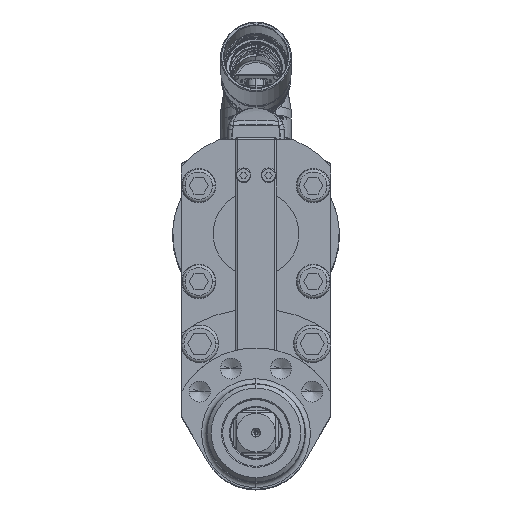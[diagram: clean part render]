
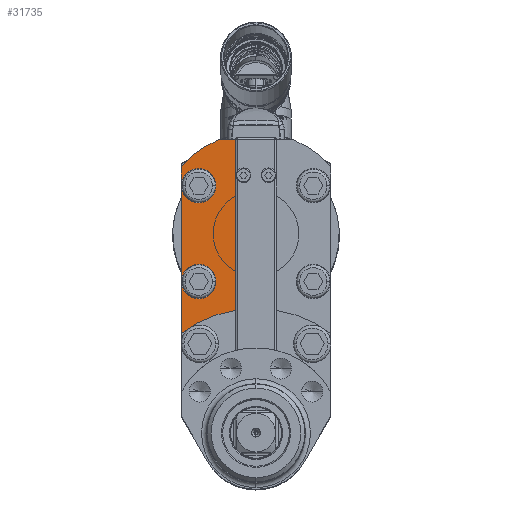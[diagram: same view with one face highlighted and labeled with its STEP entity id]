
A CAD part, top view. The second image highlights one B-rep face of the part: STEP entity #31735.
In plain terms, the highlighted planar face has unit normal (0, 0, 1).
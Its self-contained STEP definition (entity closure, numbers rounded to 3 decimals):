
#99=DIRECTION('',(-1.,0.,0.));
#100=VECTOR('',#99,8.09);
#101=CARTESIAN_POINT('',(-10.,45.,512.));
#102=LINE('',#101,#100);
#422=CARTESIAN_POINT('',(-27.5,23.,512.));
#423=DIRECTION('',(0.,0.,1.));
#424=DIRECTION('',(-1.,0.,0.));
#425=AXIS2_PLACEMENT_3D('',#422,#423,#424);
#427=CARTESIAN_POINT('',(-27.5,23.,512.));
#428=DIRECTION('',(0.,0.,1.));
#429=DIRECTION('',(1.,0.,0.));
#430=AXIS2_PLACEMENT_3D('',#427,#428,#429);
#432=CARTESIAN_POINT('',(-27.5,-23.,512.));
#433=DIRECTION('',(0.,0.,1.));
#434=DIRECTION('',(-1.,0.,0.));
#435=AXIS2_PLACEMENT_3D('',#432,#433,#434);
#437=CARTESIAN_POINT('',(-27.5,-23.,512.));
#438=DIRECTION('',(0.,0.,1.));
#439=DIRECTION('',(1.,0.,0.));
#440=AXIS2_PLACEMENT_3D('',#437,#438,#439);
#452=DIRECTION('',(0.,-1.,0.));
#453=VECTOR('',#452,81.839);
#454=CARTESIAN_POINT('',(-10.,45.,512.));
#455=LINE('',#454,#453);
#456=CARTESIAN_POINT('',(0.,-96.,512.));
#457=DIRECTION('',(0.,0.,1.));
#458=DIRECTION('',(-0.167,0.986,0.));
#459=AXIS2_PLACEMENT_3D('',#456,#457,#458);
#461=CARTESIAN_POINT('',(0.,0.,512.));
#462=DIRECTION('',(0.,0.,-1.));
#463=DIRECTION('',(-0.742,0.67,0.));
#464=AXIS2_PLACEMENT_3D('',#461,#462,#463);
#15525=DIRECTION('',(0.,-1.,0.));
#15526=VECTOR('',#15525,80.5);
#15527=CARTESIAN_POINT('',(-36.,32.5,512.));
#15528=LINE('',#15527,#15526);
#28924=CARTESIAN_POINT('',(-36.,32.5,512.));
#28925=CARTESIAN_POINT('',(-18.09,45.,512.));
#28926=VERTEX_POINT('',#28924);
#28927=VERTEX_POINT('',#28925);
#28932=CARTESIAN_POINT('',(-35.75,23.,512.));
#28933=CARTESIAN_POINT('',(-19.25,23.,512.));
#28934=VERTEX_POINT('',#28932);
#28935=VERTEX_POINT('',#28933);
#28936=CARTESIAN_POINT('',(-35.75,-23.,512.));
#28937=CARTESIAN_POINT('',(-19.25,-23.,512.));
#28938=VERTEX_POINT('',#28936);
#28939=VERTEX_POINT('',#28937);
#30606=CARTESIAN_POINT('',(-36.,-48.,512.));
#30607=VERTEX_POINT('',#30606);
#30848=CARTESIAN_POINT('',(-10.,45.,512.));
#30850=VERTEX_POINT('',#30848);
#30880=CARTESIAN_POINT('',(-10.,-36.839,512.));
#30881=VERTEX_POINT('',#30880);
#31708=CARTESIAN_POINT('',(0.,-39.,512.));
#31709=DIRECTION('',(0.,0.,1.));
#31710=DIRECTION('',(-1.,0.,0.));
#31711=AXIS2_PLACEMENT_3D('',#31708,#31709,#31710);
#31712=PLANE('',#31711);
#31714=ORIENTED_EDGE('',*,*,#31713,.T.);
#31716=ORIENTED_EDGE('',*,*,#31715,.T.);
#31718=ORIENTED_EDGE('',*,*,#31717,.F.);
#31719=ORIENTED_EDGE('',*,*,#31013,.T.);
#31720=ORIENTED_EDGE('',*,*,#31083,.F.);
#31721=EDGE_LOOP('',(#31714,#31716,#31718,#31719,#31720));
#31722=FACE_OUTER_BOUND('',#31721,.F.);
#31724=ORIENTED_EDGE('',*,*,#31723,.T.);
#31726=ORIENTED_EDGE('',*,*,#31725,.T.);
#31727=EDGE_LOOP('',(#31724,#31726));
#31728=FACE_BOUND('',#31727,.F.);
#31730=ORIENTED_EDGE('',*,*,#31729,.T.);
#31732=ORIENTED_EDGE('',*,*,#31731,.T.);
#31733=EDGE_LOOP('',(#31730,#31732));
#31734=FACE_BOUND('',#31733,.F.);
#426=CIRCLE('',#425,8.25);
#431=CIRCLE('',#430,8.25);
#436=CIRCLE('',#435,8.25);
#441=CIRCLE('',#440,8.25);
#460=CIRCLE('',#459,60.);
#465=CIRCLE('',#464,48.5);
#31013=EDGE_CURVE('',#28926,#28927,#465,.T.);
#31083=EDGE_CURVE('',#30850,#28927,#102,.T.);
#31713=EDGE_CURVE('',#30850,#30881,#455,.T.);
#31715=EDGE_CURVE('',#30881,#30607,#460,.T.);
#31717=EDGE_CURVE('',#28926,#30607,#15528,.T.);
#31723=EDGE_CURVE('',#28934,#28935,#426,.T.);
#31725=EDGE_CURVE('',#28935,#28934,#431,.T.);
#31729=EDGE_CURVE('',#28938,#28939,#436,.T.);
#31731=EDGE_CURVE('',#28939,#28938,#441,.T.);
#31735=ADVANCED_FACE('',(#31722,#31728,#31734),#31712,.T.);
